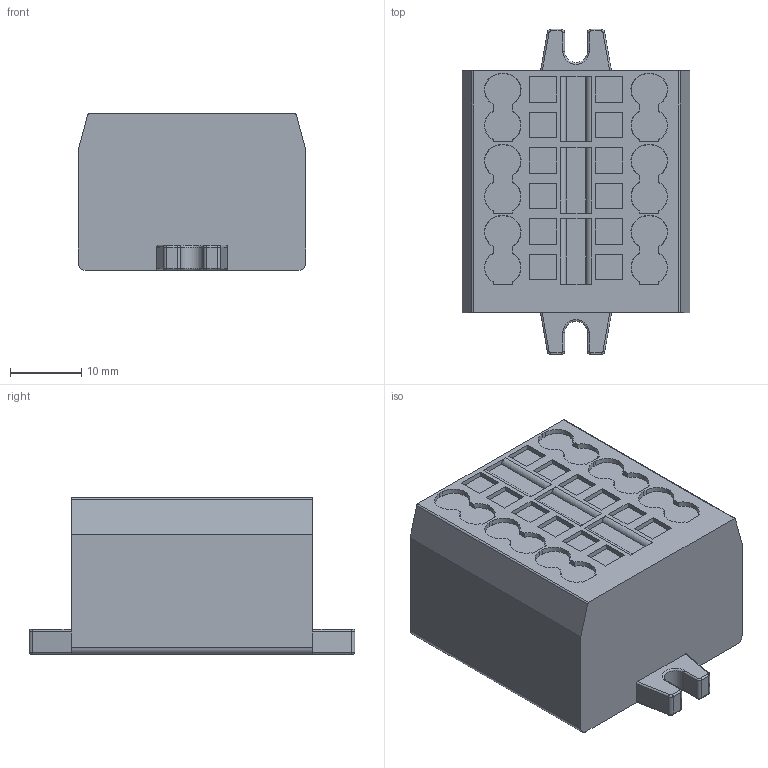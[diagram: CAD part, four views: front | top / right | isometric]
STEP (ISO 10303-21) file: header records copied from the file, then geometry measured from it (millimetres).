
FILE_DESCRIPTION(/* description */ ('Unknown'),/* implementation_level */ '2;1');
FILE_NAME(/* name */ 'SQTP2.5P4-3W_SOLID',/* time_stamp */ '2024-08-08T15:51:44+05:00',/* author */ ('Unknown'),/* organization */ ('Unknown'),/* preprocessor_version */ 'ST-DEVELOPER v16.7',/* originating_system */ 'Solid Edge',/* authorisation */ 'Unknown');
FILE_SCHEMA (('AUTOMOTIVE_DESIGN {1 0 10303 214 3 1 1}'));
Length unit declared in the file: millimetre
Products named in the file (1): SQTP2.5P4-3W_SOLID
Bounding box: 32.05 x 45.8 x 22 mm (x, y, z)
Volume: 23649.9 mm3; surface area: 5492.3 mm2
Topology: 1 solids, 2 shells, 225 faces, 560 edges, 360 vertices
Faces by surface type: plane 135, cylinder 45, cone 25, torus 20
Entity records: 8827 total; most frequent: CARTESIAN_POINT 1797, DIRECTION 1133, ORIENTED_EDGE 1120, EDGE_CURVE 560, AXIS2_PLACEMENT_3D 384, LINE 365, VECTOR 365, VERTEX_POINT 360
